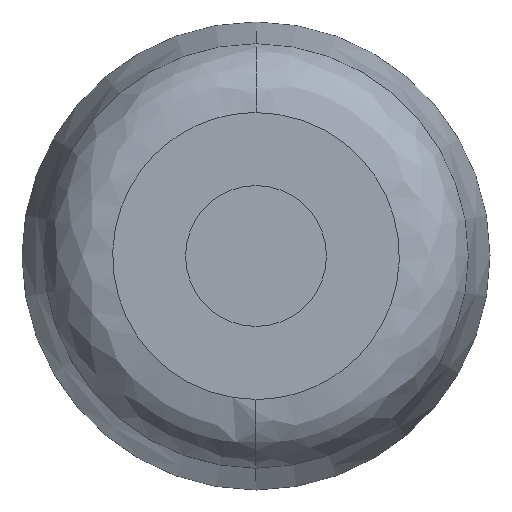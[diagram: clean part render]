
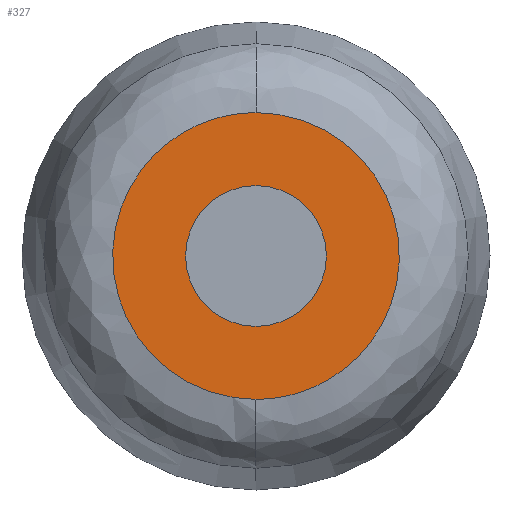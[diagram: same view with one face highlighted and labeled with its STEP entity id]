
A CAD part, front view. The second image highlights one B-rep face of the part: STEP entity #327.
In plain terms, the highlighted planar face has unit normal (0, -1, 0).
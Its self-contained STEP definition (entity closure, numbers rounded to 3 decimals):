
#6 = AXIS2_PLACEMENT_3D ( 'NONE', #173, #174, #165 ) ;
#14 = EDGE_CURVE ( 'NONE', #377, #444, #308, .T. ) ;
#24 = EDGE_CURVE ( 'NONE', #425, #409, #357, .T. ) ;
#31 = AXIS2_PLACEMENT_3D ( 'NONE', #275, #274, #273 ) ;
#38 = AXIS2_PLACEMENT_3D ( 'NONE', #245, #170, #169 ) ;
#46 = EDGE_CURVE ( 'NONE', #409, #425, #360, .T. ) ;
#59 = EDGE_CURVE ( 'NONE', #444, #377, #309, .T. ) ;
#72 = CARTESIAN_POINT ( 'NONE',  ( 0., 0., -4.074 ) ) ;
#79 = CARTESIAN_POINT ( 'NONE',  ( 0., 0., 2. ) ) ;
#80 = CARTESIAN_POINT ( 'NONE',  ( 0., 0., 4.074 ) ) ;
#81 = CARTESIAN_POINT ( 'NONE',  ( 0., 0., -2. ) ) ;
#165 = DIRECTION ( 'NONE',  ( 0., 0., -1. ) ) ;
#167 = PLANE ( 'NONE',  #6 ) ;
#169 = DIRECTION ( 'NONE',  ( 0., 0., -1. ) ) ;
#170 = DIRECTION ( 'NONE',  ( 0., 1., 0. ) ) ;
#173 = CARTESIAN_POINT ( 'NONE',  ( -4.123, 0., 4.123 ) ) ;
#174 = DIRECTION ( 'NONE',  ( 0., -1., 0. ) ) ;
#199 = CARTESIAN_POINT ( 'NONE',  ( 0., 0., 4.074 ) ) ;
#212 = CARTESIAN_POINT ( 'NONE',  ( 8.148, 0., 4.074 ) ) ;
#221 = CARTESIAN_POINT ( 'NONE',  ( 8.148, 0., -4.074 ) ) ;
#222 = CARTESIAN_POINT ( 'NONE',  ( 0., 0., -4.074 ) ) ;
#243 = CARTESIAN_POINT ( 'NONE',  ( 0., 0., 4.074 ) ) ;
#244 = CARTESIAN_POINT ( 'NONE',  ( -8.148, 0., 4.074 ) ) ;
#245 = CARTESIAN_POINT ( 'NONE',  ( 0., 0., 0. ) ) ;
#252 = CARTESIAN_POINT ( 'NONE',  ( -8.148, 0., -4.074 ) ) ;
#253 = CARTESIAN_POINT ( 'NONE',  ( 0., 0., -4.074 ) ) ;
#273 = DIRECTION ( 'NONE',  ( 0., 0., -1. ) ) ;
#274 = DIRECTION ( 'NONE',  ( 0., 1., 0. ) ) ;
#275 = CARTESIAN_POINT ( 'NONE',  ( 0., 0., 0. ) ) ;
#308 =( BOUNDED_CURVE ( )  B_SPLINE_CURVE ( 3, ( #199, #212, #221, #222 ),
 .UNSPECIFIED., .F., .F. ) 
 B_SPLINE_CURVE_WITH_KNOTS ( ( 4, 4 ),
 ( 0., 1. ),
 .UNSPECIFIED. ) 
 CURVE ( )  GEOMETRIC_REPRESENTATION_ITEM ( )  RATIONAL_B_SPLINE_CURVE ( ( 0.962, 0.321, 0.321, 0.962 ) ) 
 REPRESENTATION_ITEM ( '' )  );
#309 =( BOUNDED_CURVE ( )  B_SPLINE_CURVE ( 3, ( #253, #252, #244, #243 ),
 .UNSPECIFIED., .F., .T. ) 
 B_SPLINE_CURVE_WITH_KNOTS ( ( 4, 4 ),
 ( 0., 1. ),
 .UNSPECIFIED. ) 
 CURVE ( )  GEOMETRIC_REPRESENTATION_ITEM ( )  RATIONAL_B_SPLINE_CURVE ( ( 0.962, 0.321, 0.321, 0.962 ) ) 
 REPRESENTATION_ITEM ( '' )  );
#327 = ADVANCED_FACE ( 'NONE', ( #468, #460 ), #167, .T. ) ;
#357 = CIRCLE ( 'NONE', #38, 2. ) ;
#360 = CIRCLE ( 'NONE', #31, 2. ) ;
#367 = ORIENTED_EDGE ( 'NONE', *, *, #59, .F. ) ;
#377 = VERTEX_POINT ( 'NONE', #80 ) ;
#380 = ORIENTED_EDGE ( 'NONE', *, *, #14, .F. ) ;
#405 = ORIENTED_EDGE ( 'NONE', *, *, #24, .T. ) ;
#409 = VERTEX_POINT ( 'NONE', #79 ) ;
#425 = VERTEX_POINT ( 'NONE', #81 ) ;
#436 = ORIENTED_EDGE ( 'NONE', *, *, #46, .T. ) ;
#444 = VERTEX_POINT ( 'NONE', #72 ) ;
#446 = EDGE_LOOP ( 'NONE', ( #405, #436 ) ) ;
#460 = FACE_OUTER_BOUND ( 'NONE', #475, .T. ) ;
#468 = FACE_BOUND ( 'NONE', #446, .T. ) ;
#475 = EDGE_LOOP ( 'NONE', ( #380, #367 ) ) ;
